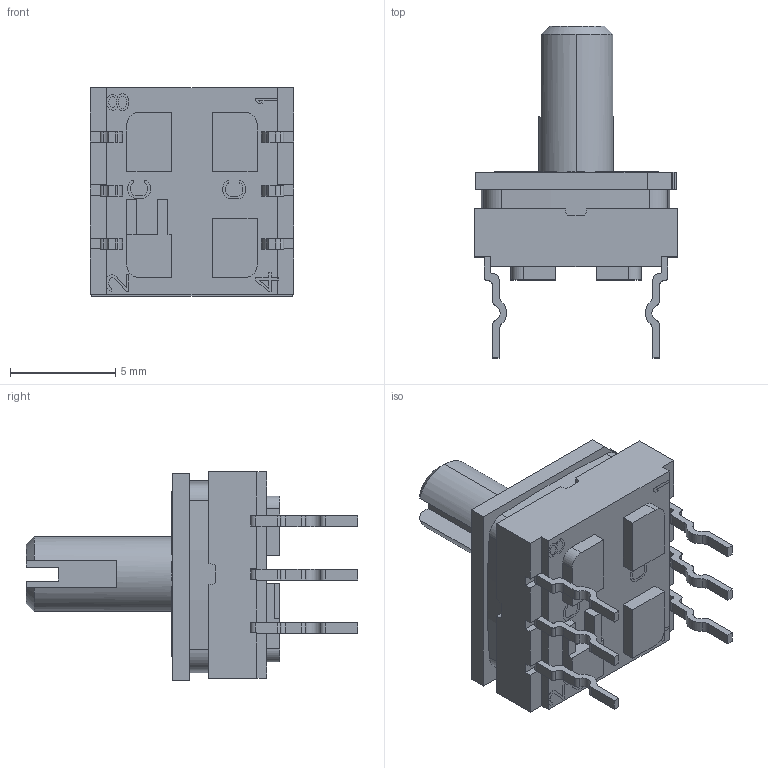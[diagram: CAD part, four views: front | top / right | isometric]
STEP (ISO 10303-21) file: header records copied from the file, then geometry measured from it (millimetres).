
FILE_DESCRIPTION((''),'2;1');
FILE_NAME('94HBB16T_SW0002','2019-06-19T',('sbuenzli'),(''),'PRO/ENGINEER BY PARAMETRIC TECHNOLOGY CORPORATION, 2016100','PRO/ENGINEER BY PARAMETRIC TECHNOLOGY CORPORATION, 2016100','');
FILE_SCHEMA(('CONFIG_CONTROL_DESIGN'));
Length unit declared in the file: inch
Products named in the file (1): 94HBB16T_SW0002
Bounding box: 9.65 x 15.77 x 9.93 mm (x, y, z)
Surface area: 640.8 mm2 (no closed solid volume)
Topology: 0 solids, 41 shells, 290 faces, 2320 edges, 2060 vertices
Faces by surface type: plane 196, cylinder 92, cone 2
Entity records: 21383 total; most frequent: CARTESIAN_POINT 4686, DIRECTION 3116, ORIENTED_EDGE 2986, EDGE_CURVE 2320, VECTOR 2096, LINE 2096, VERTEX_POINT 2060, AXIS2_PLACEMENT_3D 510
